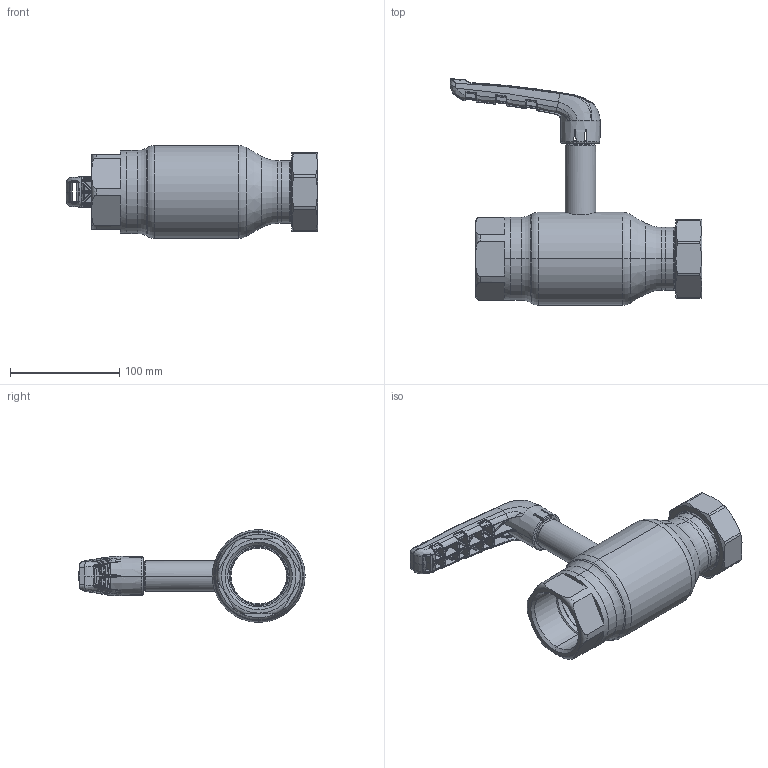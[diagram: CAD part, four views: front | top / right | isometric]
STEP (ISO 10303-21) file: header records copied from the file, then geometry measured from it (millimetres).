
FILE_DESCRIPTION (( 'STEP AP214' ), '1' );
FILE_NAME ('1050002201-xxxx.step', '2019-05-09T10:18:04', ( '' ), ( '' ), 'SwSTEP 2.0', 'SolidWorks 2017', '' );
FILE_SCHEMA (( 'AUTOMOTIVE_DESIGN' ));
Length unit declared in the file: millimetre
Products named in the file (1): 1050002201-xxxx
Bounding box: 230.55 x 207.31 x 85 mm (x, y, z)
Surface area: 111080.1 mm2 (no closed solid volume)
Topology: 0 solids, 14 shells, 795 faces, 2601 edges, 1703 vertices
Faces by surface type: bspline 612, plane 66, cylinder 48, cone 36, torus 27, sphere 6
Entity records: 59134 total; most frequent: CARTESIAN_POINT 33718, ORIENTED_EDGE 4120, EDGE_CURVE 2595, DIRECTION 1809, B_SPLINE_CURVE_WITH_KNOTS 1771, VERTEX_POINT 1703, EDGE_LOOP 808, AXIS2_PLACEMENT_3D 803
